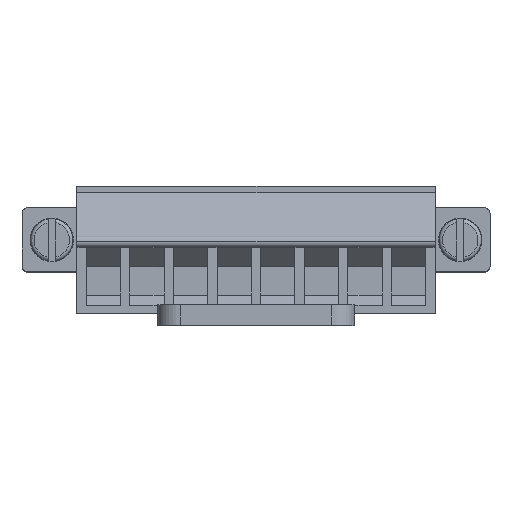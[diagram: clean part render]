
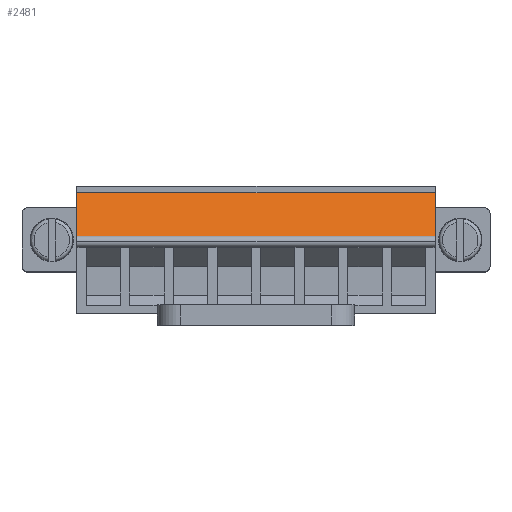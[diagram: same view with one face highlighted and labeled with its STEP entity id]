
A CAD part, top view. The second image highlights one B-rep face of the part: STEP entity #2481.
In plain terms, the highlighted planar face has unit normal (0, 0.359, 0.933).
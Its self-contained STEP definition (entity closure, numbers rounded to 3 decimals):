
#2468=AXIS2_PLACEMENT_3D('Plane Axis2P3D',#2465,#2466,#2467) ;
#2276=CARTESIAN_POINT('Vertex',(4.8,7.83,14.85)) ;
#2279=CARTESIAN_POINT('Line Origine',(4.8,9.715,14.125)) ;
#2283=CARTESIAN_POINT('Vertex',(4.8,11.6,13.4)) ;
#2370=CARTESIAN_POINT('Vertex',(36.07,11.6,13.4)) ;
#2373=CARTESIAN_POINT('Line Origine',(36.07,9.715,14.125)) ;
#2377=CARTESIAN_POINT('Vertex',(36.07,7.83,14.85)) ;
#2453=CARTESIAN_POINT('Line Origine',(20.435,11.6,13.4)) ;
#2465=CARTESIAN_POINT('Axis2P3D Location',(4.8,7.83,14.85)) ;
#2470=CARTESIAN_POINT('Line Origine',(20.435,7.83,14.85)) ;
#2280=DIRECTION('Vector Direction',(0.,0.933,-0.359)) ;
#2374=DIRECTION('Vector Direction',(0.,0.933,-0.359)) ;
#2454=DIRECTION('Vector Direction',(1.,0.,0.)) ;
#2466=DIRECTION('Axis2P3D Direction',(0.,-0.359,-0.933)) ;
#2467=DIRECTION('Axis2P3D XDirection',(0.,0.933,-0.359)) ;
#2471=DIRECTION('Vector Direction',(1.,0.,0.)) ;
#2281=VECTOR('Line Direction',#2280,1.) ;
#2375=VECTOR('Line Direction',#2374,1.) ;
#2455=VECTOR('Line Direction',#2454,1.) ;
#2472=VECTOR('Line Direction',#2471,1.) ;
#2476=ORIENTED_EDGE('',*,*,#2379,.T.) ;
#2477=ORIENTED_EDGE('',*,*,#2457,.F.) ;
#2478=ORIENTED_EDGE('',*,*,#2285,.T.) ;
#2479=ORIENTED_EDGE('',*,*,#2474,.T.) ;
#2481=ADVANCED_FACE('HOUSING',(#2480),#2469,.F.) ;
#2285=EDGE_CURVE('',#2284,#2277,#2282,.F.) ;
#2379=EDGE_CURVE('',#2378,#2371,#2376,.T.) ;
#2457=EDGE_CURVE('',#2284,#2371,#2456,.T.) ;
#2474=EDGE_CURVE('',#2277,#2378,#2473,.T.) ;
#2475=EDGE_LOOP('',(#2476,#2477,#2478,#2479)) ;
#2480=FACE_OUTER_BOUND('',#2475,.T.) ;
#2282=LINE('Line',#2279,#2281) ;
#2376=LINE('Line',#2373,#2375) ;
#2456=LINE('Line',#2453,#2455) ;
#2473=LINE('Line',#2470,#2472) ;
#2469=PLANE('',#2468) ;
#2277=VERTEX_POINT('',#2276) ;
#2284=VERTEX_POINT('',#2283) ;
#2371=VERTEX_POINT('',#2370) ;
#2378=VERTEX_POINT('',#2377) ;
